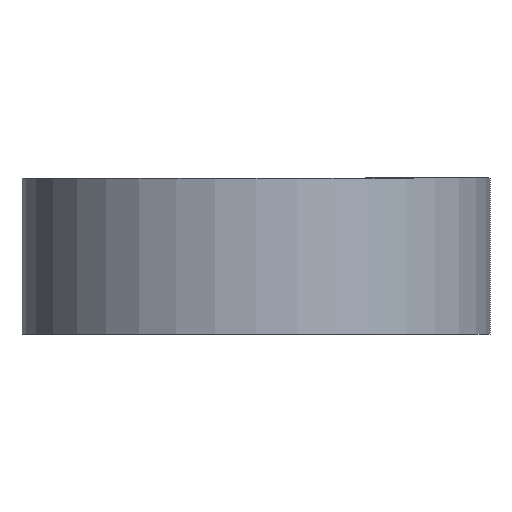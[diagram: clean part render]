
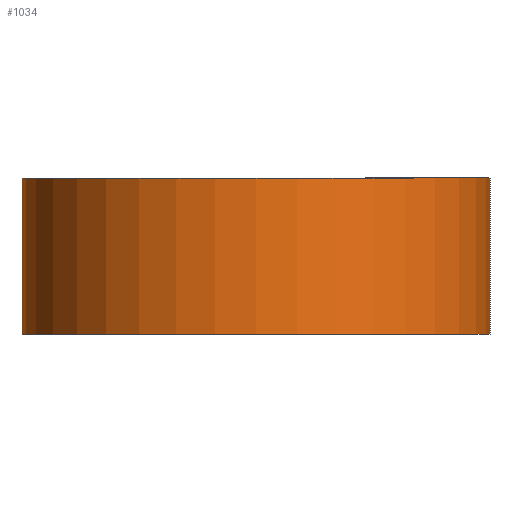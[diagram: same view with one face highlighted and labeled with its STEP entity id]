
A CAD part, front view. The second image highlights one B-rep face of the part: STEP entity #1034.
In plain terms, the highlighted cylindrical face has radius 38.1 mm (diameter 76.2 mm), a full revolution.
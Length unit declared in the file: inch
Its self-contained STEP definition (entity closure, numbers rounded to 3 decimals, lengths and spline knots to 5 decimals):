
#114=FACE_OUTER_BOUND('',#167,.T.);
#167=EDGE_LOOP('',(#827,#828,#829,#830));
#254=LINE('',#1792,#335);
#335=VECTOR('',#1483,1.5);
#416=CIRCLE('',#1193,1.5);
#417=CIRCLE('',#1194,1.5);
#502=VERTEX_POINT('',#1789);
#503=VERTEX_POINT('',#1791);
#640=EDGE_CURVE('',#502,#502,#416,.T.);
#641=EDGE_CURVE('',#502,#503,#254,.T.);
#642=EDGE_CURVE('',#503,#503,#417,.T.);
#827=ORIENTED_EDGE('',*,*,#640,.F.);
#828=ORIENTED_EDGE('',*,*,#641,.T.);
#829=ORIENTED_EDGE('',*,*,#642,.T.);
#830=ORIENTED_EDGE('',*,*,#641,.F.);
#991=CYLINDRICAL_SURFACE('',#1192,1.5);
#1034=ADVANCED_FACE('',(#114),#991,.T.);
#1192=AXIS2_PLACEMENT_3D('',#1788,#1479,#1480);
#1193=AXIS2_PLACEMENT_3D('',#1790,#1481,#1482);
#1194=AXIS2_PLACEMENT_3D('',#1793,#1484,#1485);
#1479=DIRECTION('center_axis',(0.,0.,1.));
#1480=DIRECTION('ref_axis',(1.,0.,0.));
#1481=DIRECTION('center_axis',(0.,0.,1.));
#1482=DIRECTION('ref_axis',(1.,0.,0.));
#1483=DIRECTION('',(0.,0.,-1.));
#1484=DIRECTION('center_axis',(0.,0.,1.));
#1485=DIRECTION('ref_axis',(1.,0.,0.));
#1788=CARTESIAN_POINT('Origin',(0.,0.,0.));
#1789=CARTESIAN_POINT('',(-1.5,0.,1.));
#1790=CARTESIAN_POINT('Origin',(0.,0.,1.));
#1791=CARTESIAN_POINT('',(-1.5,0.,0.));
#1792=CARTESIAN_POINT('',(-1.5,0.,0.));
#1793=CARTESIAN_POINT('Origin',(0.,0.,0.));
